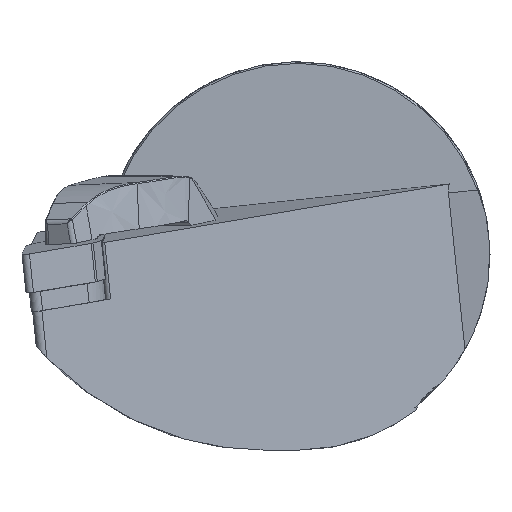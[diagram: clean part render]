
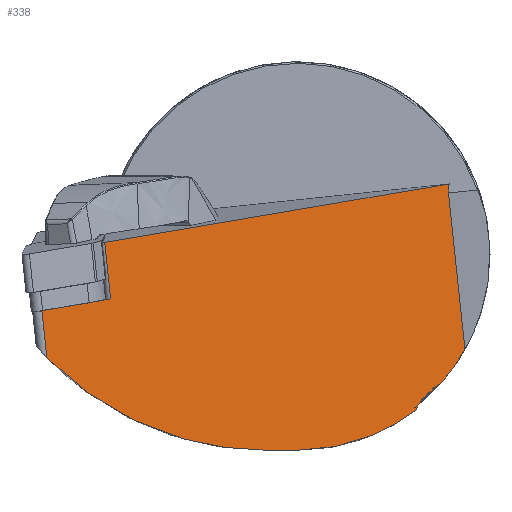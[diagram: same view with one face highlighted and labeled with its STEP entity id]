
A CAD part, left-side view. The second image highlights one B-rep face of the part: STEP entity #338.
In plain terms, the highlighted planar face has unit normal (-0.849, -0.527, -0.034).
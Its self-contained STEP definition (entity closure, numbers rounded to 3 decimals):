
#155=B_SPLINE_CURVE_WITH_KNOTS('',3,(#3326,#3327,#3328,#3329),
 .UNSPECIFIED.,.F.,.F.,(4,4),(0.,1.),.UNSPECIFIED.);
#156=B_SPLINE_CURVE_WITH_KNOTS('',3,(#3331,#3332,#3333,#3334,#3335,#3336,
#3337),.UNSPECIFIED.,.F.,.F.,(4,3,4),(0.,0.728,1.),
 .UNSPECIFIED.);
#237=ELLIPSE('',#2370,58.884,50.);
#238=ELLIPSE('',#2371,37.686,32.);
#239=ELLIPSE('',#2372,36.803,31.25);
#240=ELLIPSE('',#2373,30.593,24.244);
#241=ELLIPSE('',#2374,37.097,31.5);
#338=ADVANCED_FACE('',(#538),#474,.F.);
#474=PLANE('',#2375);
#538=FACE_OUTER_BOUND('',#664,.T.);
#664=EDGE_LOOP('',(#846,#847,#848,#849,#850,#851,#852,#853,#854,#855,#856,
#857,#858,#859,#860));
#846=ORIENTED_EDGE('',*,*,#1731,.T.);
#847=ORIENTED_EDGE('',*,*,#1732,.T.);
#848=ORIENTED_EDGE('',*,*,#1733,.T.);
#849=ORIENTED_EDGE('',*,*,#1734,.F.);
#850=ORIENTED_EDGE('',*,*,#1735,.F.);
#851=ORIENTED_EDGE('',*,*,#1736,.F.);
#852=ORIENTED_EDGE('',*,*,#1737,.F.);
#853=ORIENTED_EDGE('',*,*,#1738,.F.);
#854=ORIENTED_EDGE('',*,*,#1739,.F.);
#855=ORIENTED_EDGE('',*,*,#1740,.T.);
#856=ORIENTED_EDGE('',*,*,#1712,.F.);
#857=ORIENTED_EDGE('',*,*,#1741,.F.);
#858=ORIENTED_EDGE('',*,*,#1742,.F.);
#859=ORIENTED_EDGE('',*,*,#1743,.F.);
#860=ORIENTED_EDGE('',*,*,#1744,.F.);
#1491=VERTEX_POINT('',#3209);
#1492=VERTEX_POINT('',#3211);
#1510=VERTEX_POINT('',#3320);
#1511=VERTEX_POINT('',#3321);
#1512=VERTEX_POINT('',#3323);
#1513=VERTEX_POINT('',#3325);
#1514=VERTEX_POINT('',#3330);
#1515=VERTEX_POINT('',#3338);
#1516=VERTEX_POINT('',#3340);
#1517=VERTEX_POINT('',#3342);
#1518=VERTEX_POINT('',#3344);
#1519=VERTEX_POINT('',#3346);
#1520=VERTEX_POINT('',#3349);
#1521=VERTEX_POINT('',#3351);
#1522=VERTEX_POINT('',#3353);
#1712=EDGE_CURVE('',#1491,#1492,#2041,.T.);
#1731=EDGE_CURVE('',#1510,#1511,#237,.T.);
#1732=EDGE_CURVE('',#1511,#1512,#2051,.T.);
#1733=EDGE_CURVE('',#1512,#1513,#238,.T.);
#1734=EDGE_CURVE('',#1514,#1513,#155,.T.);
#1735=EDGE_CURVE('',#1515,#1514,#156,.T.);
#1736=EDGE_CURVE('',#1516,#1515,#239,.T.);
#1737=EDGE_CURVE('',#1517,#1516,#240,.T.);
#1738=EDGE_CURVE('',#1518,#1517,#241,.T.);
#1739=EDGE_CURVE('',#1519,#1518,#2052,.T.);
#1740=EDGE_CURVE('',#1519,#1492,#2053,.T.);
#1741=EDGE_CURVE('',#1520,#1491,#2054,.T.);
#1742=EDGE_CURVE('',#1521,#1520,#2055,.T.);
#1743=EDGE_CURVE('',#1522,#1521,#2056,.T.);
#1744=EDGE_CURVE('',#1510,#1522,#2057,.T.);
#2041=LINE('',#3210,#2196);
#2051=LINE('',#3322,#2206);
#2052=LINE('',#3345,#2207);
#2053=LINE('',#3347,#2208);
#2054=LINE('',#3348,#2209);
#2055=LINE('',#3350,#2210);
#2056=LINE('',#3352,#2211);
#2057=LINE('',#3354,#2212);
#2196=VECTOR('',#2605,1.);
#2206=VECTOR('',#2633,1.);
#2207=VECTOR('',#2642,1.);
#2208=VECTOR('',#2643,1.);
#2209=VECTOR('',#2644,1.);
#2210=VECTOR('',#2645,1.);
#2211=VECTOR('',#2646,1.);
#2212=VECTOR('',#2647,1.);
#2370=AXIS2_PLACEMENT_3D('',#3319,#2631,#2632);
#2371=AXIS2_PLACEMENT_3D('',#3324,#2634,#2635);
#2372=AXIS2_PLACEMENT_3D('',#3339,#2636,#2637);
#2373=AXIS2_PLACEMENT_3D('',#3341,#2638,#2639);
#2374=AXIS2_PLACEMENT_3D('',#3343,#2640,#2641);
#2375=AXIS2_PLACEMENT_3D('',#3355,#2648,#2649);
#2605=DIRECTION('',(0.518,-0.843,0.143));
#2631=DIRECTION('',(-0.849,-0.527,-0.034));
#2632=DIRECTION('',(0.528,-0.847,-0.055));
#2633=DIRECTION('',(0.527,-0.85,0.));
#2634=DIRECTION('',(-0.849,-0.527,-0.034));
#2635=DIRECTION('',(0.528,-0.847,-0.055));
#2636=DIRECTION('',(0.849,0.527,0.034));
#2637=DIRECTION('',(-0.528,0.847,0.055));
#2638=DIRECTION('',(0.849,0.527,0.034));
#2639=DIRECTION('',(0.528,-0.847,-0.055));
#2640=DIRECTION('',(0.849,0.527,0.034));
#2641=DIRECTION('',(-0.528,0.847,0.055));
#2642=DIRECTION('',(0.105,-0.104,-0.989));
#2643=DIRECTION('',(0.,-0.065,0.998));
#2644=DIRECTION('',(-0.105,0.104,0.989));
#2645=DIRECTION('',(0.518,-0.843,0.143));
#2646=DIRECTION('',(0.518,-0.843,0.143));
#2647=DIRECTION('',(-0.105,0.104,0.989));
#2648=DIRECTION('',(0.849,0.527,0.034));
#2649=DIRECTION('',(0.527,-0.85,0.));
#3209=CARTESIAN_POINT('',(8.441,31.484,1.958));
#3210=CARTESIAN_POINT('',(1.545,42.718,0.049));
#3211=CARTESIAN_POINT('',(43.,-24.814,11.528));
#3319=CARTESIAN_POINT('',(24.17,5.1,18.));
#3320=CARTESIAN_POINT('',(3.332,40.94,-16.863));
#3321=CARTESIAN_POINT('',(26.192,5.1,-32.));
#3322=CARTESIAN_POINT('',(7.375,35.413,-32.));
#3323=CARTESIAN_POINT('',(29.358,0.,-32.));
#3324=CARTESIAN_POINT('',(28.063,0.,0.));
#3325=CARTESIAN_POINT('',(41.105,-19.35,-25.487));
#3326=CARTESIAN_POINT('',(41.307,-19.723,-24.753));
#3327=CARTESIAN_POINT('',(41.241,-19.6,-24.999));
#3328=CARTESIAN_POINT('',(41.173,-19.475,-25.244));
#3329=CARTESIAN_POINT('',(41.105,-19.35,-25.487));
#3330=CARTESIAN_POINT('',(41.307,-19.723,-24.753));
#3331=CARTESIAN_POINT('',(42.,-20.94,-23.196));
#3332=CARTESIAN_POINT('',(41.797,-20.594,-23.509));
#3333=CARTESIAN_POINT('',(41.615,-20.276,-23.875));
#3334=CARTESIAN_POINT('',(41.463,-20.004,-24.278));
#3335=CARTESIAN_POINT('',(41.405,-19.902,-24.429));
#3336=CARTESIAN_POINT('',(41.352,-19.806,-24.587));
#3337=CARTESIAN_POINT('',(41.307,-19.723,-24.753));
#3338=CARTESIAN_POINT('',(42.,-20.94,-23.196));
#3339=CARTESIAN_POINT('',(28.063,0.,0.));
#3340=CARTESIAN_POINT('',(43.,-22.661,-21.519));
#3341=CARTESIAN_POINT('',(33.867,-9.31,-0.607));
#3342=CARTESIAN_POINT('',(43.433,-23.385,-21.104));
#3343=CARTESIAN_POINT('',(28.063,0.,0.));
#3344=CARTESIAN_POINT('',(45.703,-27.405,-15.531));
#3345=CARTESIAN_POINT('',(49.611,-31.292,-52.508));
#3346=CARTESIAN_POINT('',(43.,-24.717,10.045));
#3347=CARTESIAN_POINT('',(43.,-19.66,-67.57));
#3348=CARTESIAN_POINT('',(8.371,31.554,2.621));
#3349=CARTESIAN_POINT('',(9.416,30.514,-7.27));
#3350=CARTESIAN_POINT('',(2.52,41.748,-9.179));
#3351=CARTESIAN_POINT('',(7.983,32.848,-7.667));
#3352=CARTESIAN_POINT('',(2.52,41.748,-9.179));
#3353=CARTESIAN_POINT('',(2.52,41.748,-9.179));
#3354=CARTESIAN_POINT('',(8.308,35.992,-63.944));
#3355=CARTESIAN_POINT('',(8.308,35.992,-63.944));
